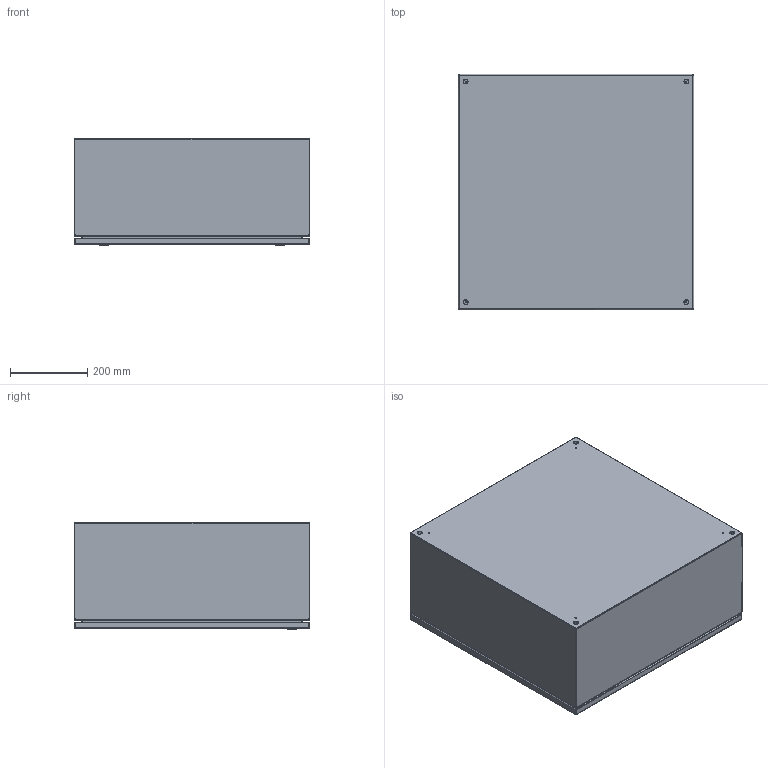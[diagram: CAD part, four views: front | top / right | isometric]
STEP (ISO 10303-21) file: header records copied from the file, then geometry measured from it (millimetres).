
FILE_DESCRIPTION (( 'STEP AP214' ), '1' );
FILE_NAME ('EN4SD242410WSS.STEP', '2019-11-13T14:18:01', ( '' ), ( '' ), 'SwSTEP 2.0', 'SolidWorks 2019', '' );
FILE_SCHEMA (( 'AUTOMOTIVE_DESIGN' ));
Length unit declared in the file: inch
Products named in the file (1): EN4SD242410WSS
Bounding box: 609.6 x 609.6 x 279.32 mm (x, y, z)
Volume: 4008215.9 mm3; surface area: 3404247.4 mm2
Topology: 76 solids, 77 shells, 1538 faces, 3352 edges, 2012 vertices
Faces by surface type: plane 792, cylinder 466, cone 164, bspline 84, torus 28, sphere 4
Entity records: 65226 total; most frequent: CARTESIAN_POINT 11355, DIRECTION 7122, ORIENTED_EDGE 6672, EDGE_CURVE 3336, AXIS2_PLACEMENT_3D 2711, VERTEX_POINT 2012, EDGE_LOOP 1708, LINE 1700
